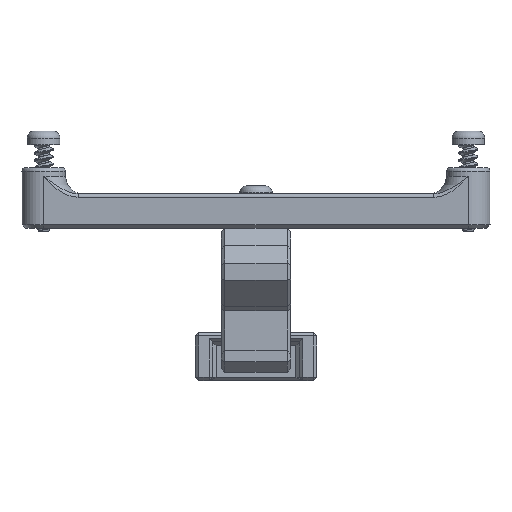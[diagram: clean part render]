
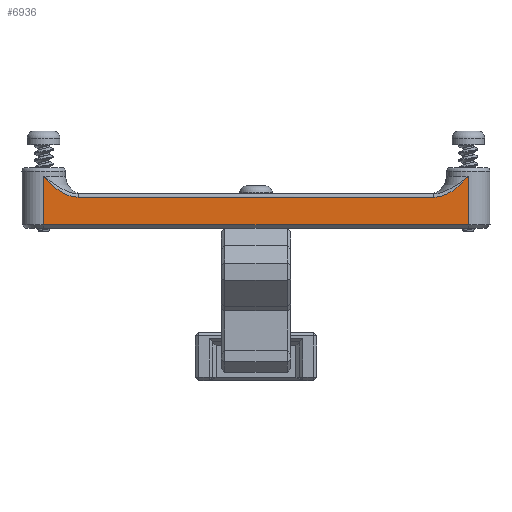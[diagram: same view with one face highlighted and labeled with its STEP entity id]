
A CAD part, front view. The second image highlights one B-rep face of the part: STEP entity #6936.
In plain terms, the highlighted face is planar.
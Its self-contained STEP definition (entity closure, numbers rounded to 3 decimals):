
#166=B_SPLINE_CURVE_WITH_KNOTS('',3,(#11173,#11174,#11175,#11176,#11177,
#11178,#11179,#11180),.UNSPECIFIED.,.F.,.F.,(4,1,1,2,4),(0.,0.191,
0.286,0.477,0.478),.UNSPECIFIED.);
#167=B_SPLINE_CURVE_WITH_KNOTS('',3,(#11213,#11214,#11215,#11216,#11217,
#11218,#11219,#11220),.UNSPECIFIED.,.F.,.F.,(4,2,1,1,4),(-0.001,
0.,0.191,0.286,0.477),.UNSPECIFIED.);
#799=FACE_OUTER_BOUND('',#1241,.T.);
#1241=EDGE_LOOP('',(#5654,#5655,#5656,#5657,#5658,#5659));
#1745=LINE('',#10278,#2451);
#1772=LINE('',#10586,#2478);
#1776=LINE('',#10599,#2482);
#1903=LINE('',#11067,#2609);
#2451=VECTOR('',#8376,1000.);
#2478=VECTOR('',#8531,1000.);
#2482=VECTOR('',#8545,1000.);
#2609=VECTOR('',#8894,1000.);
#3031=VERTEX_POINT('',#10200);
#3044=VERTEX_POINT('',#10275);
#3045=VERTEX_POINT('',#10277);
#3105=VERTEX_POINT('',#10583);
#3106=VERTEX_POINT('',#10585);
#3110=VERTEX_POINT('',#10597);
#3785=EDGE_CURVE('',#3045,#3044,#1745,.T.);
#3864=EDGE_CURVE('',#3105,#3106,#1772,.T.);
#3872=EDGE_CURVE('',#3110,#3031,#1776,.T.);
#4069=EDGE_CURVE('',#3045,#3110,#1903,.T.);
#4085=EDGE_CURVE('',#3106,#3044,#166,.T.);
#4086=EDGE_CURVE('',#3031,#3105,#167,.T.);
#5654=ORIENTED_EDGE('',*,*,#4069,.F.);
#5655=ORIENTED_EDGE('',*,*,#3785,.T.);
#5656=ORIENTED_EDGE('',*,*,#4085,.F.);
#5657=ORIENTED_EDGE('',*,*,#3864,.F.);
#5658=ORIENTED_EDGE('',*,*,#4086,.F.);
#5659=ORIENTED_EDGE('',*,*,#3872,.F.);
#6597=PLANE('',#7508);
#6936=ADVANCED_FACE('',(#799),#6597,.T.);
#7508=AXIS2_PLACEMENT_3D('',#11221,#8934,#8935);
#8376=DIRECTION('',(0.,-0.087,0.996));
#8531=DIRECTION('',(0.,0.996,0.087));
#8545=DIRECTION('',(0.,-0.087,0.996));
#8894=DIRECTION('',(0.,-0.996,-0.087));
#8934=DIRECTION('center_axis',(1.,0.,0.));
#8935=DIRECTION('ref_axis',(0.,1.,0.));
#10200=CARTESIAN_POINT('',(116.353,-4.634,32.421));
#10275=CARTESIAN_POINT('',(116.353,44.179,36.692));
#10277=CARTESIAN_POINT('',(116.353,44.667,31.113));
#10278=CARTESIAN_POINT('',(116.353,44.702,30.715));
#10583=CARTESIAN_POINT('',(116.353,-0.46,30.377));
#10585=CARTESIAN_POINT('',(116.353,40.424,33.954));
#10586=CARTESIAN_POINT('',(116.353,7.778,31.098));
#10597=CARTESIAN_POINT('',(116.353,-4.146,26.842));
#10599=CARTESIAN_POINT('',(116.353,-4.111,26.444));
#11067=CARTESIAN_POINT('',(116.353,8.057,27.91));
#11173=CARTESIAN_POINT('Ctrl Pts',(116.353,40.424,33.954));
#11174=CARTESIAN_POINT('Ctrl Pts',(116.353,41.057,34.009));
#11175=CARTESIAN_POINT('Ctrl Pts',(116.353,41.968,34.396));
#11176=CARTESIAN_POINT('Ctrl Pts',(116.353,43.187,35.432));
#11177=CARTESIAN_POINT('Ctrl Pts',(116.353,43.782,36.185));
#11178=CARTESIAN_POINT('Ctrl Pts',(116.353,44.176,36.687));
#11179=CARTESIAN_POINT('Ctrl Pts',(116.353,44.178,36.69));
#11180=CARTESIAN_POINT('Ctrl Pts',(116.353,44.179,36.692));
#11213=CARTESIAN_POINT('Ctrl Pts',(116.353,-4.634,32.421));
#11214=CARTESIAN_POINT('Ctrl Pts',(116.353,-4.632,32.419));
#11215=CARTESIAN_POINT('Ctrl Pts',(116.353,-4.63,32.417));
#11216=CARTESIAN_POINT('Ctrl Pts',(116.353,-4.154,31.991));
#11217=CARTESIAN_POINT('Ctrl Pts',(116.353,-3.436,31.353));
#11218=CARTESIAN_POINT('Ctrl Pts',(116.353,-2.058,30.543));
#11219=CARTESIAN_POINT('Ctrl Pts',(116.353,-1.093,30.322));
#11220=CARTESIAN_POINT('Ctrl Pts',(116.353,-0.46,
30.377));
#11221=CARTESIAN_POINT('Origin',(116.353,-4.111,26.444));
